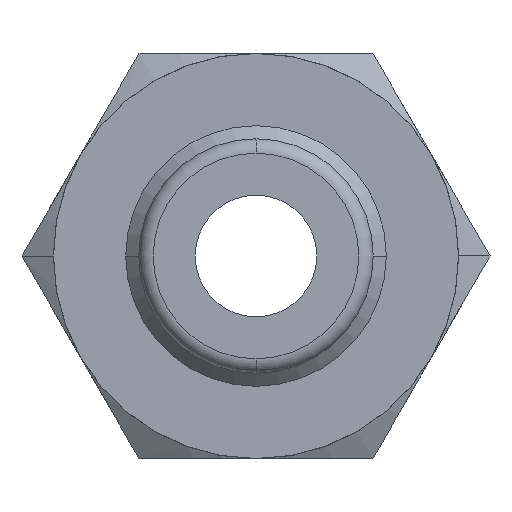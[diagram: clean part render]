
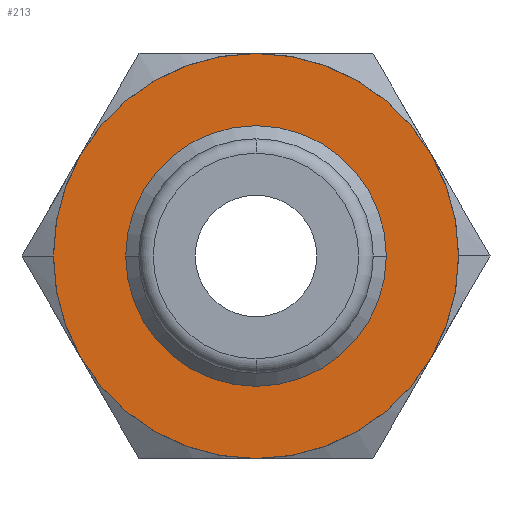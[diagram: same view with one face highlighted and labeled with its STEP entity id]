
A CAD part, front view. The second image highlights one B-rep face of the part: STEP entity #213.
In plain terms, the highlighted planar face has unit normal (0, -1, 0).
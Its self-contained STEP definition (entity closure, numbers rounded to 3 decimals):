
#213=ADVANCED_FACE('',(#458,#459),#460,.T.);
#458=FACE_OUTER_BOUND('',#735,.T.);
#459=FACE_BOUND('',#736,.T.);
#460=PLANE('',#737);
#735=EDGE_LOOP('',(#30715,#30716));
#736=EDGE_LOOP('',(#30717,#30718));
#737=AXIS2_PLACEMENT_3D('',#30719,#30720,#30721);
#30715=ORIENTED_EDGE('',*,*,#31057,.T.);
#30716=ORIENTED_EDGE('',*,*,#31218,.T.);
#30717=ORIENTED_EDGE('',*,*,#31172,.F.);
#30718=ORIENTED_EDGE('',*,*,#31138,.F.);
#30719=CARTESIAN_POINT('',(0.0,14.0,0.0));
#30720=DIRECTION('',(0.0,-1.0,0.0));
#30721=DIRECTION('',(-1.0,0.0,0.0));
#31057=EDGE_CURVE('',#31355,#31360,#31362,.T.);
#31138=EDGE_CURVE('',#31483,#31485,#31486,.T.);
#31172=EDGE_CURVE('',#31485,#31483,#31531,.T.);
#31218=EDGE_CURVE('',#31360,#31355,#31590,.T.);
#31355=VERTEX_POINT('',#31907);
#31360=VERTEX_POINT('',#31913);
#31362=CIRCLE('',#31916,6.995);
#31483=VERTEX_POINT('',#32219);
#31485=VERTEX_POINT('',#32222);
#31486=CIRCLE('',#32223,4.5);
#31531=CIRCLE('',#32340,4.5);
#31590=CIRCLE('',#32492,6.995);
#31907=CARTESIAN_POINT('',(6.995,14.0,0.0));
#31913=CARTESIAN_POINT('',(-6.995,14.0,0.));
#31916=AXIS2_PLACEMENT_3D('',#35047,#35048,#35049);
#32219=CARTESIAN_POINT('',(4.5,14.0,0.));
#32222=CARTESIAN_POINT('',(-4.5,14.0,0.));
#32223=AXIS2_PLACEMENT_3D('',#35152,#35153,#35154);
#32340=AXIS2_PLACEMENT_3D('',#35197,#35198,#35199);
#32492=AXIS2_PLACEMENT_3D('',#35260,#35261,#35262);
#35047=CARTESIAN_POINT('',(0.0,14.0,0.0));
#35048=DIRECTION('',(0.0,-1.0,0.0));
#35049=DIRECTION('',(1.0,0.0,0.0));
#35152=CARTESIAN_POINT('',(0.0,14.0,0.0));
#35153=DIRECTION('',(0.0,-1.0,0.0));
#35154=DIRECTION('',(1.0,0.0,0.0));
#35197=CARTESIAN_POINT('',(0.0,14.0,0.0));
#35198=DIRECTION('',(0.0,-1.0,0.0));
#35199=DIRECTION('',(1.0,0.0,0.0));
#35260=CARTESIAN_POINT('',(0.0,14.0,0.0));
#35261=DIRECTION('',(0.0,-1.0,0.0));
#35262=DIRECTION('',(1.0,0.0,0.0));
